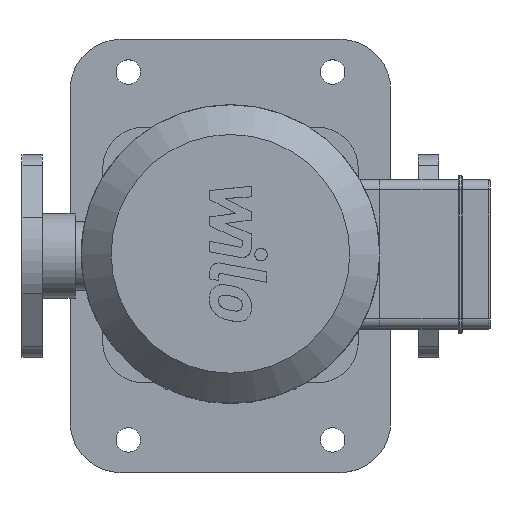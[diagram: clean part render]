
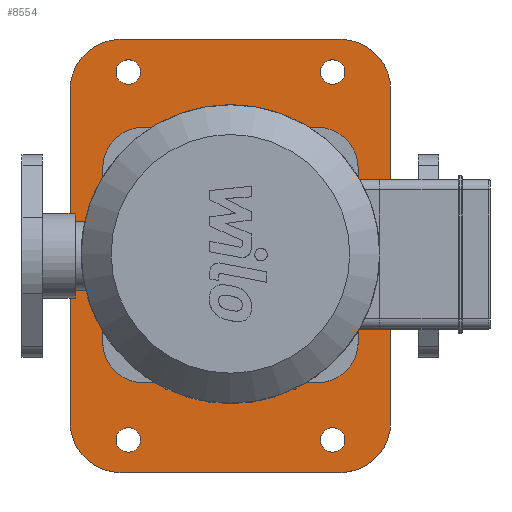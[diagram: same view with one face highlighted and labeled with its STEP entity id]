
A CAD part, top view. The second image highlights one B-rep face of the part: STEP entity #8554.
In plain terms, the highlighted planar face has unit normal (0, 0, 1).
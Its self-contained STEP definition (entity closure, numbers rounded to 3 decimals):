
#756=LINE('',#14643,#1485);
#762=LINE('',#14658,#1491);
#766=LINE('',#14674,#1495);
#773=LINE('',#14688,#1502);
#774=LINE('',#14692,#1503);
#775=LINE('',#14696,#1504);
#776=LINE('',#14706,#1505);
#777=LINE('',#14707,#1506);
#1485=VECTOR('',#11656,90.);
#1491=VECTOR('',#11672,90.);
#1495=VECTOR('',#11688,107.);
#1502=VECTOR('',#11697,162.);
#1503=VECTOR('',#11700,107.);
#1504=VECTOR('',#11703,162.);
#1505=VECTOR('',#11714,90.);
#1506=VECTOR('',#11715,90.);
#1869=PLANE('',#9424);
#1978=FACE_BOUND('',#2973,.T.);
#1979=FACE_BOUND('',#2974,.T.);
#1980=FACE_BOUND('',#2975,.T.);
#1981=FACE_BOUND('',#2976,.T.);
#1982=FACE_BOUND('',#2977,.T.);
#2430=FACE_OUTER_BOUND('',#2972,.T.);
#2972=EDGE_LOOP('',(#7655,#7656,#7657,#7658,#7659,#7660,#7661,#7662));
#2973=EDGE_LOOP('',(#7663));
#2974=EDGE_LOOP('',(#7664));
#2975=EDGE_LOOP('',(#7665));
#2976=EDGE_LOOP('',(#7666));
#2977=EDGE_LOOP('',(#7667,#7668,#7669,#7670,#7671,#7672,#7673,#7674));
#3494=CIRCLE('',#9407,10.);
#3498=CIRCLE('',#9414,10.);
#3499=CIRCLE('',#9416,10.);
#3500=CIRCLE('',#9419,10.);
#3502=CIRCLE('',#9422,25.);
#3503=CIRCLE('',#9425,25.);
#3504=CIRCLE('',#9426,25.);
#3505=CIRCLE('',#9427,25.);
#3506=CIRCLE('',#9428,6.);
#3507=CIRCLE('',#9429,6.);
#3508=CIRCLE('',#9430,6.);
#3509=CIRCLE('',#9431,6.);
#4220=VERTEX_POINT('',#14622);
#4221=VERTEX_POINT('',#14624);
#4228=VERTEX_POINT('',#14642);
#4229=VERTEX_POINT('',#14646);
#4230=VERTEX_POINT('',#14650);
#4231=VERTEX_POINT('',#14652);
#4232=VERTEX_POINT('',#14656);
#4233=VERTEX_POINT('',#14660);
#4236=VERTEX_POINT('',#14667);
#4237=VERTEX_POINT('',#14669);
#4238=VERTEX_POINT('',#14673);
#4244=VERTEX_POINT('',#14687);
#4245=VERTEX_POINT('',#14689);
#4246=VERTEX_POINT('',#14691);
#4247=VERTEX_POINT('',#14693);
#4248=VERTEX_POINT('',#14695);
#4249=VERTEX_POINT('',#14698);
#4250=VERTEX_POINT('',#14700);
#4251=VERTEX_POINT('',#14702);
#4252=VERTEX_POINT('',#14704);
#5385=EDGE_CURVE('',#4220,#4221,#3494,.F.);
#5394=EDGE_CURVE('',#4228,#4221,#756,.T.);
#5396=EDGE_CURVE('',#4228,#4229,#3498,.F.);
#5399=EDGE_CURVE('',#4230,#4231,#3499,.F.);
#5402=EDGE_CURVE('',#4230,#4232,#762,.T.);
#5404=EDGE_CURVE('',#4233,#4232,#3500,.F.);
#5407=EDGE_CURVE('',#4236,#4237,#3502,.T.);
#5409=EDGE_CURVE('',#4238,#4237,#766,.T.);
#5416=EDGE_CURVE('',#4236,#4244,#773,.T.);
#5417=EDGE_CURVE('',#4245,#4244,#3503,.T.);
#5418=EDGE_CURVE('',#4245,#4246,#774,.T.);
#5419=EDGE_CURVE('',#4247,#4246,#3504,.T.);
#5420=EDGE_CURVE('',#4247,#4248,#775,.T.);
#5421=EDGE_CURVE('',#4238,#4248,#3505,.T.);
#5422=EDGE_CURVE('',#4249,#4249,#3506,.T.);
#5423=EDGE_CURVE('',#4250,#4250,#3507,.T.);
#5424=EDGE_CURVE('',#4251,#4251,#3508,.T.);
#5425=EDGE_CURVE('',#4252,#4252,#3509,.T.);
#5426=EDGE_CURVE('',#4220,#4231,#776,.T.);
#5427=EDGE_CURVE('',#4233,#4229,#777,.T.);
#7655=ORIENTED_EDGE('',*,*,#5407,.F.);
#7656=ORIENTED_EDGE('',*,*,#5416,.T.);
#7657=ORIENTED_EDGE('',*,*,#5417,.F.);
#7658=ORIENTED_EDGE('',*,*,#5418,.T.);
#7659=ORIENTED_EDGE('',*,*,#5419,.F.);
#7660=ORIENTED_EDGE('',*,*,#5420,.T.);
#7661=ORIENTED_EDGE('',*,*,#5421,.F.);
#7662=ORIENTED_EDGE('',*,*,#5409,.T.);
#7663=ORIENTED_EDGE('',*,*,#5422,.T.);
#7664=ORIENTED_EDGE('',*,*,#5423,.T.);
#7665=ORIENTED_EDGE('',*,*,#5424,.T.);
#7666=ORIENTED_EDGE('',*,*,#5425,.T.);
#7667=ORIENTED_EDGE('',*,*,#5394,.T.);
#7668=ORIENTED_EDGE('',*,*,#5385,.F.);
#7669=ORIENTED_EDGE('',*,*,#5426,.T.);
#7670=ORIENTED_EDGE('',*,*,#5399,.F.);
#7671=ORIENTED_EDGE('',*,*,#5402,.T.);
#7672=ORIENTED_EDGE('',*,*,#5404,.F.);
#7673=ORIENTED_EDGE('',*,*,#5427,.T.);
#7674=ORIENTED_EDGE('',*,*,#5396,.F.);
#8554=ADVANCED_FACE('',(#2430,#1978,#1979,#1980,#1981,#1982),#1869,.F.);
#9407=AXIS2_PLACEMENT_3D('',#14625,#11639,#11640);
#9414=AXIS2_PLACEMENT_3D('',#14647,#11660,#11661);
#9416=AXIS2_PLACEMENT_3D('',#14653,#11666,#11667);
#9419=AXIS2_PLACEMENT_3D('',#14662,#11676,#11677);
#9422=AXIS2_PLACEMENT_3D('',#14670,#11683,#11684);
#9424=AXIS2_PLACEMENT_3D('',#14686,#11695,#11696);
#9425=AXIS2_PLACEMENT_3D('',#14690,#11698,#11699);
#9426=AXIS2_PLACEMENT_3D('',#14694,#11701,#11702);
#9427=AXIS2_PLACEMENT_3D('',#14697,#11704,#11705);
#9428=AXIS2_PLACEMENT_3D('',#14699,#11706,#11707);
#9429=AXIS2_PLACEMENT_3D('',#14701,#11708,#11709);
#9430=AXIS2_PLACEMENT_3D('',#14703,#11710,#11711);
#9431=AXIS2_PLACEMENT_3D('',#14705,#11712,#11713);
#11639=DIRECTION('center_axis',(0.,0.,-1.));
#11640=DIRECTION('ref_axis',(-0.707,-0.707,0.));
#11656=DIRECTION('',(-1.,0.,0.));
#11660=DIRECTION('center_axis',(0.,0.,-1.));
#11661=DIRECTION('ref_axis',(0.707,-0.707,0.));
#11666=DIRECTION('center_axis',(0.,0.,-1.));
#11667=DIRECTION('ref_axis',(-0.707,0.707,0.));
#11672=DIRECTION('',(1.,0.,0.));
#11676=DIRECTION('center_axis',(0.,0.,-1.));
#11677=DIRECTION('ref_axis',(0.707,0.707,0.));
#11683=DIRECTION('center_axis',(0.,0.,-1.));
#11684=DIRECTION('ref_axis',(-0.707,0.707,0.));
#11688=DIRECTION('',(-1.,0.,0.));
#11695=DIRECTION('center_axis',(0.,0.,-1.));
#11696=DIRECTION('ref_axis',(0.,1.,0.));
#11697=DIRECTION('',(0.,-1.,0.));
#11698=DIRECTION('center_axis',(0.,0.,-1.));
#11699=DIRECTION('ref_axis',(-0.707,-0.707,0.));
#11700=DIRECTION('',(1.,0.,0.));
#11701=DIRECTION('center_axis',(0.,0.,-1.));
#11702=DIRECTION('ref_axis',(0.707,-0.707,0.));
#11703=DIRECTION('',(0.,1.,0.));
#11704=DIRECTION('center_axis',(0.,0.,-1.));
#11705=DIRECTION('ref_axis',(0.707,0.707,0.));
#11706=DIRECTION('center_axis',(0.,0.,-1.));
#11707=DIRECTION('ref_axis',(0.,-1.,0.));
#11708=DIRECTION('center_axis',(0.,0.,-1.));
#11709=DIRECTION('ref_axis',(0.,-1.,0.));
#11710=DIRECTION('center_axis',(0.,0.,-1.));
#11711=DIRECTION('ref_axis',(0.,-1.,0.));
#11712=DIRECTION('center_axis',(0.,0.,-1.));
#11713=DIRECTION('ref_axis',(0.,-1.,0.));
#11714=DIRECTION('',(0.,1.,0.));
#11715=DIRECTION('',(0.,-1.,0.));
#14622=CARTESIAN_POINT('',(-55.,-45.,13.75));
#14624=CARTESIAN_POINT('',(-45.,-55.,13.75));
#14625=CARTESIAN_POINT('Origin',(-45.,-45.,13.75));
#14642=CARTESIAN_POINT('',(45.,-55.,13.75));
#14643=CARTESIAN_POINT('',(27.5,-55.,13.75));
#14646=CARTESIAN_POINT('',(55.,-45.,13.75));
#14647=CARTESIAN_POINT('Origin',(45.,-45.,13.75));
#14650=CARTESIAN_POINT('',(-45.,55.,13.75));
#14652=CARTESIAN_POINT('',(-55.,45.,13.75));
#14653=CARTESIAN_POINT('Origin',(-45.,45.,13.75));
#14656=CARTESIAN_POINT('',(45.,55.,13.75));
#14658=CARTESIAN_POINT('',(-27.5,55.,13.75));
#14660=CARTESIAN_POINT('',(55.,45.,13.75));
#14662=CARTESIAN_POINT('Origin',(45.,45.,13.75));
#14667=CARTESIAN_POINT('',(-78.5,81.,13.75));
#14669=CARTESIAN_POINT('',(-53.5,106.,13.75));
#14670=CARTESIAN_POINT('Origin',(-53.5,81.,13.75));
#14673=CARTESIAN_POINT('',(53.5,106.,13.75));
#14674=CARTESIAN_POINT('',(78.5,106.,13.75));
#14686=CARTESIAN_POINT('Origin',(0.,0.,
13.75));
#14687=CARTESIAN_POINT('',(-78.5,-81.,13.75));
#14688=CARTESIAN_POINT('',(-78.5,106.,13.75));
#14689=CARTESIAN_POINT('',(-53.5,-106.,13.75));
#14690=CARTESIAN_POINT('Origin',(-53.5,-81.,13.75));
#14691=CARTESIAN_POINT('',(53.5,-106.,13.75));
#14692=CARTESIAN_POINT('',(-78.5,-106.,13.75));
#14693=CARTESIAN_POINT('',(78.5,-81.,13.75));
#14694=CARTESIAN_POINT('Origin',(53.5,-81.,13.75));
#14695=CARTESIAN_POINT('',(78.5,81.,13.75));
#14696=CARTESIAN_POINT('',(78.5,-106.,13.75));
#14697=CARTESIAN_POINT('Origin',(53.5,81.,13.75));
#14698=CARTESIAN_POINT('',(50.,-84.,13.75));
#14699=CARTESIAN_POINT('Origin',(50.,-90.,13.75));
#14700=CARTESIAN_POINT('',(50.,96.,13.75));
#14701=CARTESIAN_POINT('Origin',(50.,90.,13.75));
#14702=CARTESIAN_POINT('',(-50.,-84.,13.75));
#14703=CARTESIAN_POINT('Origin',(-50.,-90.,13.75));
#14704=CARTESIAN_POINT('',(-50.,96.,13.75));
#14705=CARTESIAN_POINT('Origin',(-50.,90.,13.75));
#14706=CARTESIAN_POINT('',(-55.,-27.5,13.75));
#14707=CARTESIAN_POINT('',(55.,27.5,13.75));
